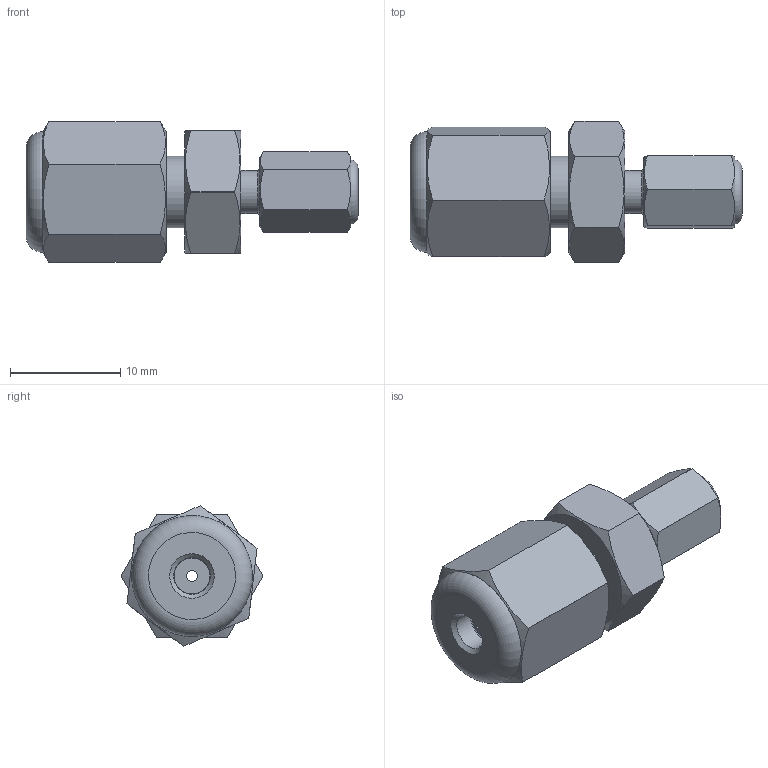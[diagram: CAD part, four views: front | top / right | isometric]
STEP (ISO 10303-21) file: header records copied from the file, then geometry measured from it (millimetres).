
FILE_DESCRIPTION((''),'2;1');
FILE_NAME('305137-ERU21L External reducing union.stp','2013-08-23T10:41:36',('Franzp'),(''),'Autodesk Inventor 2013','Autodesk Inventor 2013','');
FILE_SCHEMA(('AUTOMOTIVE_DESIGN { 1 0 10303 214 1 1 1 1 }'));
Length unit declared in the file: millimetre
Products named in the file (1): 305137_Shrinkwrap_1
Bounding box: 30.09 x 12.83 x 12.74 mm (x, y, z)
Surface area: 1359.4 mm2 (no closed solid volume)
Topology: 0 solids, 9 shells, 46 faces, 167 edges, 113 vertices
Faces by surface type: plane 28, cone 12, cylinder 4, torus 2
Full cylindrical faces by diameter (mm): 1.73 x1, 3.3 x1, 3.9 x1, 6.46 x1
Entity records: 1701 total; most frequent: CARTESIAN_POINT 367, DIRECTION 270, ORIENTED_EDGE 194, EDGE_CURVE 142, AXIS2_PLACEMENT_3D 117, VERTEX_POINT 106, EDGE_LOOP 74, CIRCLE 70
